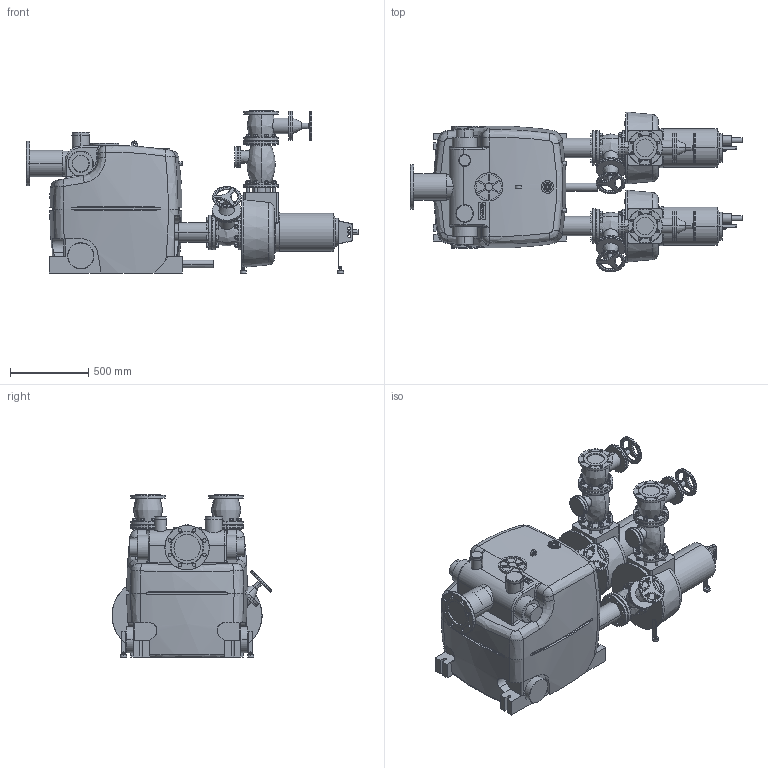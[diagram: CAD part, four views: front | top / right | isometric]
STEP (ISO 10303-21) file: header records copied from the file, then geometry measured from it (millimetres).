
FILE_DESCRIPTION((''),'2;1');
FILE_NAME('3d_DrainLift XXL - 1040-2_3.9-2509014.stp','2009-02-19T09:59:34',(''),(''),'Mechanical Desktop 2008','Mechanical Desktop 2008',', , ');
FILE_SCHEMA(('CONFIG_CONTROL_DESIGN'));
Length unit declared in the file: millimetre
Products named in the file (1): 3D_DRAINLIFT XXL - 1040-2_3.9-2509014
Bounding box: 2125 x 1023.15 x 1037 mm (x, y, z)
Volume: 625550317.8 mm3; surface area: 9711593.3 mm2
Topology: 228 solids, 228 shells, 2888 faces, 6482 edges, 4234 vertices
Faces by surface type: plane 1053, bspline 802, cylinder 715, torus 164, cone 152, sphere 2
Entity records: 94223 total; most frequent: CARTESIAN_POINT 29982, DIRECTION 13144, ORIENTED_EDGE 12960, EDGE_CURVE 6480, AXIS2_PLACEMENT_3D 4825, VERTEX_POINT 4234, VECTOR 3494, LINE 3494
